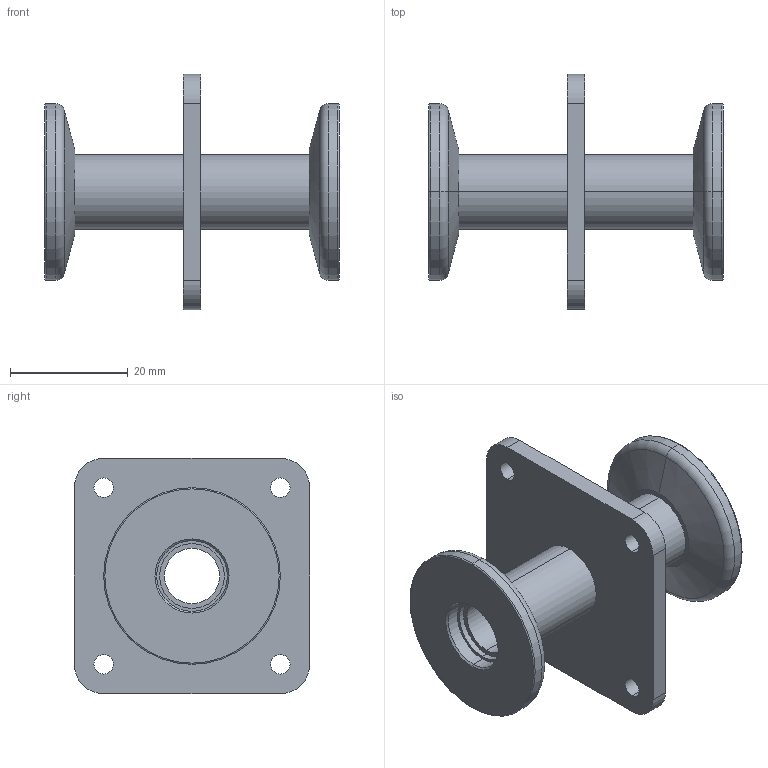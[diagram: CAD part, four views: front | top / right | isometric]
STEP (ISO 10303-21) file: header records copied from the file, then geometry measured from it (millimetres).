
FILE_DESCRIPTION (( 'STEP AP214' ), '1' );
FILE_NAME ('Hositrad_KF10-BH.STEP', '2017-05-30T10:18:41', ( 'Gebruiker' ), ( '' ), 'SwSTEP 2.0', 'SolidWorks 2017', '' );
FILE_SCHEMA (( 'AUTOMOTIVE_DESIGN' ));
Length unit declared in the file: millimetre
Products named in the file (4): Bulkhead-plate_plate 10; Hositrad_KF10-BH; Tube-all_D12.7L43; KF16-19WS_KF10-12.7
Assembly tree (4 placements, depth 2):
  Hositrad_KF10-BH
    Bulkhead-plate_plate 10
    Tube-all_D12.7L43
    KF16-19WS_KF10-12.7  x2
Bounding box: 50 x 40 x 40 mm (x, y, z)
Volume: 11424.1 mm3; surface area: 9974.7 mm2
Topology: 4 solids, 4 shells, 66 faces, 146 edges, 92 vertices
Faces by surface type: cylinder 34, plane 16, torus 8, cone 8
Entity records: 1520 total; most frequent: DIRECTION 276, CARTESIAN_POINT 227, ORIENTED_EDGE 212, AXIS2_PLACEMENT_3D 117, EDGE_CURVE 106, VERTEX_POINT 68, CIRCLE 64, EDGE_LOOP 62
